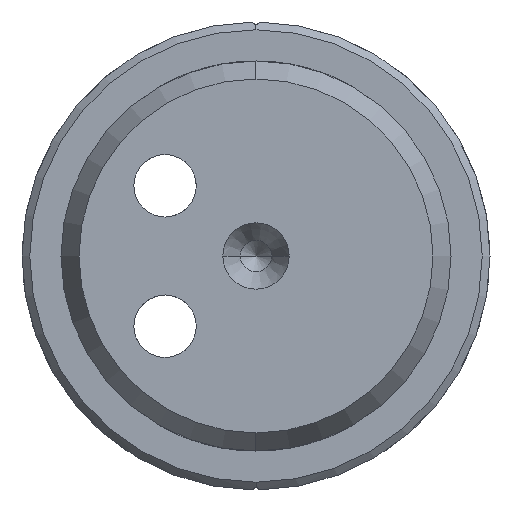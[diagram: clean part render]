
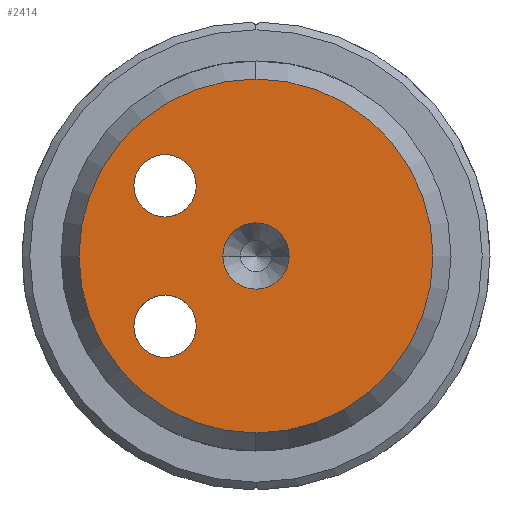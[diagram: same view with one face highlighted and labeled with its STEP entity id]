
A CAD part, left-side view. The second image highlights one B-rep face of the part: STEP entity #2414.
In plain terms, the highlighted planar face has unit normal (-1, 0, 0).
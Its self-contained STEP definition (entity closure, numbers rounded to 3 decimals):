
#30 = ORIENTED_EDGE ( 'NONE', *, *, #1643, .T. ) ;
#248 = DIRECTION ( 'NONE',  ( 0., 1., 0. ) ) ;
#267 = CIRCLE ( 'NONE', #2410, 2. ) ;
#288 = DIRECTION ( 'NONE',  ( 0., 0., -1. ) ) ;
#417 = EDGE_LOOP ( 'NONE', ( #2753, #3035 ) ) ;
#462 = CIRCLE ( 'NONE', #2587, 2. ) ;
#515 = CIRCLE ( 'NONE', #563, 2.125 ) ;
#563 = AXIS2_PLACEMENT_3D ( 'NONE', #3409, #819, #1980 ) ;
#590 = PLANE ( 'NONE',  #2506 ) ;
#604 = CARTESIAN_POINT ( 'NONE',  ( -180., 5.828, 2.5 ) ) ;
#630 = DIRECTION ( 'NONE',  ( -1., 0., 0. ) ) ;
#654 = ORIENTED_EDGE ( 'NONE', *, *, #3402, .T. ) ;
#713 = VERTEX_POINT ( 'NONE', #2586 ) ;
#727 = DIRECTION ( 'NONE',  ( 0., 0., -1. ) ) ;
#819 = DIRECTION ( 'NONE',  ( 1., 0., 0. ) ) ;
#833 = CARTESIAN_POINT ( 'NONE',  ( -180., -2.125, 0. ) ) ;
#840 = CARTESIAN_POINT ( 'NONE',  ( -180., 5.828, -4.5 ) ) ;
#869 = FACE_BOUND ( 'NONE', #3005, .T. ) ;
#901 = DIRECTION ( 'NONE',  ( 1., 0., 0. ) ) ;
#939 = DIRECTION ( 'NONE',  ( -1., 0., 0. ) ) ;
#955 = EDGE_CURVE ( 'NONE', #1021, #2067, #515, .T. ) ;
#1021 = VERTEX_POINT ( 'NONE', #2076 ) ;
#1055 = CARTESIAN_POINT ( 'NONE',  ( -180., 5.828, -6.5 ) ) ;
#1078 = CIRCLE ( 'NONE', #3205, 11.345 ) ;
#1134 = DIRECTION ( 'NONE',  ( 1., 0., 0. ) ) ;
#1172 = EDGE_CURVE ( 'NONE', #2856, #2848, #1232, .T. ) ;
#1232 = CIRCLE ( 'NONE', #1241, 2. ) ;
#1241 = AXIS2_PLACEMENT_3D ( 'NONE', #2173, #3329, #727 ) ;
#1289 = EDGE_CURVE ( 'NONE', #2067, #1021, #1409, .T. ) ;
#1378 = VERTEX_POINT ( 'NONE', #2649 ) ;
#1396 = EDGE_CURVE ( 'NONE', #1378, #713, #1557, .T. ) ;
#1409 = CIRCLE ( 'NONE', #1417, 2.125 ) ;
#1417 = AXIS2_PLACEMENT_3D ( 'NONE', #1705, #2875, #248 ) ;
#1557 = CIRCLE ( 'NONE', #1599, 11.345 ) ;
#1583 = ORIENTED_EDGE ( 'NONE', *, *, #1172, .T. ) ;
#1599 = AXIS2_PLACEMENT_3D ( 'NONE', #3240, #630, #1786 ) ;
#1630 = CARTESIAN_POINT ( 'NONE',  ( -180., 5.828, -2.5 ) ) ;
#1643 = EDGE_CURVE ( 'NONE', #2848, #2856, #2015, .T. ) ;
#1705 = CARTESIAN_POINT ( 'NONE',  ( -180., 0., 0. ) ) ;
#1711 = ORIENTED_EDGE ( 'NONE', *, *, #1396, .T. ) ;
#1746 = CARTESIAN_POINT ( 'NONE',  ( -180., 12.5, 0. ) ) ;
#1786 = DIRECTION ( 'NONE',  ( 0., 0., -1. ) ) ;
#1980 = DIRECTION ( 'NONE',  ( 0., 1., 0. ) ) ;
#1998 = DIRECTION ( 'NONE',  ( 1., 0., 0. ) ) ;
#2002 = EDGE_LOOP ( 'NONE', ( #1711, #2578 ) ) ;
#2015 = CIRCLE ( 'NONE', #2020, 2. ) ;
#2020 = AXIS2_PLACEMENT_3D ( 'NONE', #2864, #1134, #2293 ) ;
#2026 = FACE_OUTER_BOUND ( 'NONE', #2002, .T. ) ;
#2060 = DIRECTION ( 'NONE',  ( 0., 0., -1. ) ) ;
#2067 = VERTEX_POINT ( 'NONE', #833 ) ;
#2076 = CARTESIAN_POINT ( 'NONE',  ( -180., 2.125, 0. ) ) ;
#2102 = DIRECTION ( 'NONE',  ( 0., 0., -1. ) ) ;
#2173 = CARTESIAN_POINT ( 'NONE',  ( -180., 5.828, 4.5 ) ) ;
#2293 = DIRECTION ( 'NONE',  ( 0., 0., -1. ) ) ;
#2410 = AXIS2_PLACEMENT_3D ( 'NONE', #3483, #901, #2060 ) ;
#2414 = ADVANCED_FACE ( 'NONE', ( #3454, #869, #2026, #3202 ), #590, .F. ) ;
#2506 = AXIS2_PLACEMENT_3D ( 'NONE', #1746, #2913, #288 ) ;
#2552 = ORIENTED_EDGE ( 'NONE', *, *, #3486, .T. ) ;
#2578 = ORIENTED_EDGE ( 'NONE', *, *, #3529, .T. ) ;
#2586 = CARTESIAN_POINT ( 'NONE',  ( -180., 0., 11.345 ) ) ;
#2587 = AXIS2_PLACEMENT_3D ( 'NONE', #840, #1998, #3174 ) ;
#2649 = CARTESIAN_POINT ( 'NONE',  ( -180., 0., -11.345 ) ) ;
#2669 = VERTEX_POINT ( 'NONE', #1630 ) ;
#2675 = CARTESIAN_POINT ( 'NONE',  ( -180., 0., 0. ) ) ;
#2753 = ORIENTED_EDGE ( 'NONE', *, *, #1289, .T. ) ;
#2848 = VERTEX_POINT ( 'NONE', #2910 ) ;
#2856 = VERTEX_POINT ( 'NONE', #604 ) ;
#2864 = CARTESIAN_POINT ( 'NONE',  ( -180., 5.828, 4.5 ) ) ;
#2875 = DIRECTION ( 'NONE',  ( 1., 0., 0. ) ) ;
#2910 = CARTESIAN_POINT ( 'NONE',  ( -180., 5.828, 6.5 ) ) ;
#2913 = DIRECTION ( 'NONE',  ( 1., 0., 0. ) ) ;
#3005 = EDGE_LOOP ( 'NONE', ( #1583, #30 ) ) ;
#3035 = ORIENTED_EDGE ( 'NONE', *, *, #955, .T. ) ;
#3174 = DIRECTION ( 'NONE',  ( 0., 0., -1. ) ) ;
#3202 = FACE_BOUND ( 'NONE', #417, .T. ) ;
#3205 = AXIS2_PLACEMENT_3D ( 'NONE', #2675, #939, #2102 ) ;
#3240 = CARTESIAN_POINT ( 'NONE',  ( -180., 0., 0. ) ) ;
#3329 = DIRECTION ( 'NONE',  ( 1., 0., 0. ) ) ;
#3402 = EDGE_CURVE ( 'NONE', #2669, #3721, #462, .T. ) ;
#3409 = CARTESIAN_POINT ( 'NONE',  ( -180., 0., 0. ) ) ;
#3454 = FACE_BOUND ( 'NONE', #3640, .T. ) ;
#3483 = CARTESIAN_POINT ( 'NONE',  ( -180., 5.828, -4.5 ) ) ;
#3486 = EDGE_CURVE ( 'NONE', #3721, #2669, #267, .T. ) ;
#3529 = EDGE_CURVE ( 'NONE', #713, #1378, #1078, .T. ) ;
#3640 = EDGE_LOOP ( 'NONE', ( #2552, #654 ) ) ;
#3721 = VERTEX_POINT ( 'NONE', #1055 ) ;
